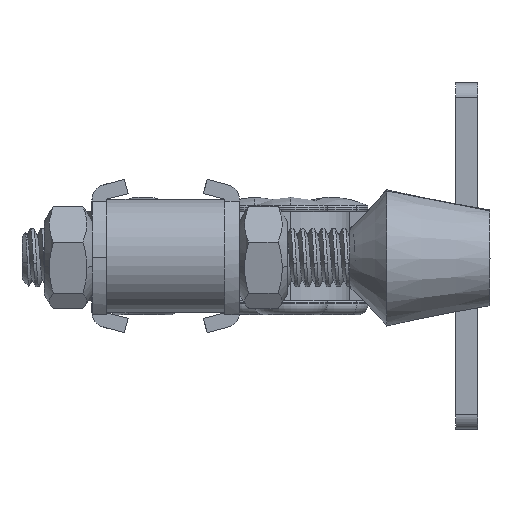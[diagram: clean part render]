
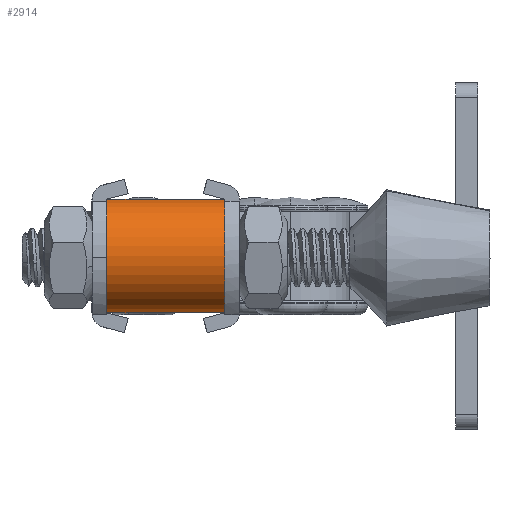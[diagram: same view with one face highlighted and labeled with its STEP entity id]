
A CAD part, left-side view. The second image highlights one B-rep face of the part: STEP entity #2914.
In plain terms, the highlighted cylindrical face has radius 7.7 mm (diameter 15.4 mm), a partial arc.
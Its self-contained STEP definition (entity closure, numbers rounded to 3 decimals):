
#1528 = DIRECTION ( 'NONE',  ( 0., 0., -1. ) ) ;
#2914 = ADVANCED_FACE ( 'NONE', ( #26460 ), #25669, .T. ) ;
#3268 = CARTESIAN_POINT ( 'NONE',  ( -57.8, -11., 0. ) ) ;
#3841 = ORIENTED_EDGE ( 'NONE', *, *, #9741, .F. ) ;
#4375 = VECTOR ( 'NONE', #7581, 1000. ) ;
#5876 = CARTESIAN_POINT ( 'NONE',  ( -57.8, 5., 0. ) ) ;
#6455 = VERTEX_POINT ( 'NONE', #10205 ) ;
#7581 = DIRECTION ( 'NONE',  ( 0., -1., 0. ) ) ;
#8589 = AXIS2_PLACEMENT_3D ( 'NONE', #12573, #29809, #15050 ) ;
#9741 = EDGE_CURVE ( 'NONE', #6455, #11073, #29807, .T. ) ;
#10205 = CARTESIAN_POINT ( 'NONE',  ( -57.8, 5., 15.4 ) ) ;
#10507 = DIRECTION ( 'NONE',  ( 0., -1., 0. ) ) ;
#11073 = VERTEX_POINT ( 'NONE', #21668 ) ;
#11627 = EDGE_LOOP ( 'NONE', ( #22180, #31175, #3841, #24247 ) ) ;
#12573 = CARTESIAN_POINT ( 'NONE',  ( -57.8, 5., 7.7 ) ) ;
#13967 = DIRECTION ( 'NONE',  ( 0., -1., 0. ) ) ;
#14873 = EDGE_CURVE ( 'NONE', #23779, #25837, #29055, .T. ) ;
#15050 = DIRECTION ( 'NONE',  ( 0., 0., -1. ) ) ;
#15934 = VECTOR ( 'NONE', #10507, 1000. ) ;
#16199 = CIRCLE ( 'NONE', #8589, 7.7 ) ;
#16238 = AXIS2_PLACEMENT_3D ( 'NONE', #28705, #13967, #31225 ) ;
#21071 = DIRECTION ( 'NONE',  ( 0., -1., 0. ) ) ;
#21668 = CARTESIAN_POINT ( 'NONE',  ( -57.8, -11., 15.4 ) ) ;
#22180 = ORIENTED_EDGE ( 'NONE', *, *, #14873, .T. ) ;
#22278 = CARTESIAN_POINT ( 'NONE',  ( -57.8, 8., 0. ) ) ;
#22526 = CARTESIAN_POINT ( 'NONE',  ( -57.8, 8., 15.4 ) ) ;
#23779 = VERTEX_POINT ( 'NONE', #5876 ) ;
#24247 = ORIENTED_EDGE ( 'NONE', *, *, #25099, .F. ) ;
#24830 = AXIS2_PLACEMENT_3D ( 'NONE', #31050, #21071, #1528 ) ;
#25099 = EDGE_CURVE ( 'NONE', #23779, #6455, #16199, .T. ) ;
#25337 = EDGE_CURVE ( 'NONE', #11073, #25837, #30440, .T. ) ;
#25669 = CYLINDRICAL_SURFACE ( 'NONE', #24830, 7.7 ) ;
#25837 = VERTEX_POINT ( 'NONE', #3268 ) ;
#26460 = FACE_OUTER_BOUND ( 'NONE', #11627, .T. ) ;
#28705 = CARTESIAN_POINT ( 'NONE',  ( -57.8, -11., 7.7 ) ) ;
#29055 = LINE ( 'NONE', #22278, #4375 ) ;
#29807 = LINE ( 'NONE', #22526, #15934 ) ;
#29809 = DIRECTION ( 'NONE',  ( 0., 1., 0. ) ) ;
#30440 = CIRCLE ( 'NONE', #16238, 7.7 ) ;
#31050 = CARTESIAN_POINT ( 'NONE',  ( -57.8, 8., 7.7 ) ) ;
#31175 = ORIENTED_EDGE ( 'NONE', *, *, #25337, .F. ) ;
#31225 = DIRECTION ( 'NONE',  ( -1., 0., 0. ) ) ;
